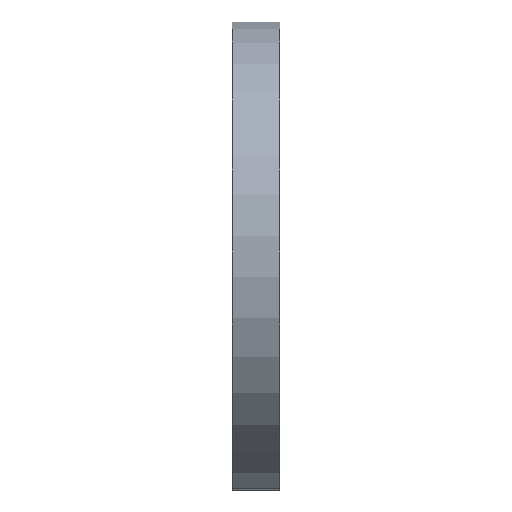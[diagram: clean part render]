
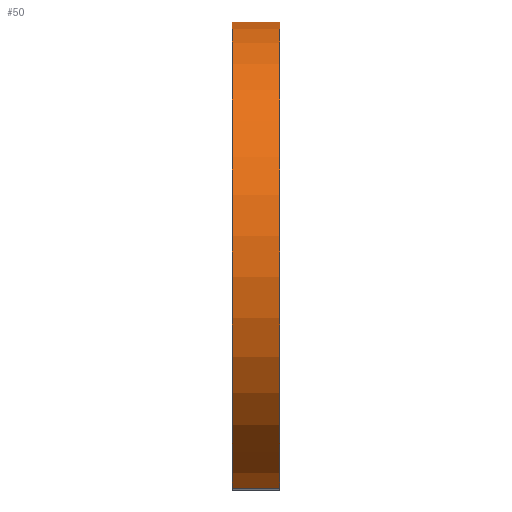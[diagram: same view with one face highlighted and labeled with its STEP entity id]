
A CAD part, left-side view. The second image highlights one B-rep face of the part: STEP entity #50.
In plain terms, the highlighted cylindrical face has radius 12 mm (diameter 24 mm), a partial arc.
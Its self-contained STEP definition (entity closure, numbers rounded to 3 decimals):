
#7 = CYLINDRICAL_SURFACE ( 'NONE', #706, 12. ) ;
#15 = CARTESIAN_POINT ( 'NONE',  ( 3.377, 0., -11.515 ) ) ;
#50 = ADVANCED_FACE ( 'NONE', ( #627 ), #7, .T. ) ;
#57 = CARTESIAN_POINT ( 'NONE',  ( -3.377, 2.4, -11.515 ) ) ;
#86 = DIRECTION ( 'NONE',  ( 0., 0., 1. ) ) ;
#137 = DIRECTION ( 'NONE',  ( 0., 0., -1. ) ) ;
#151 = EDGE_LOOP ( 'NONE', ( #349, #397, #294, #168 ) ) ;
#152 = DIRECTION ( 'NONE',  ( 0., 1., 0. ) ) ;
#168 = ORIENTED_EDGE ( 'NONE', *, *, #807, .T. ) ;
#202 = CARTESIAN_POINT ( 'NONE',  ( -3.377, 0., -11.515 ) ) ;
#217 = DIRECTION ( 'NONE',  ( 0., -1., 0. ) ) ;
#259 = CIRCLE ( 'NONE', #722, 12. ) ;
#274 = EDGE_CURVE ( 'NONE', #608, #354, #259, .T. ) ;
#290 = VERTEX_POINT ( 'NONE', #202 ) ;
#291 = CARTESIAN_POINT ( 'NONE',  ( 0., 0., 0. ) ) ;
#294 = ORIENTED_EDGE ( 'NONE', *, *, #274, .F. ) ;
#295 = LINE ( 'NONE', #430, #767 ) ;
#311 = DIRECTION ( 'NONE',  ( 0., 1., 0. ) ) ;
#330 = CIRCLE ( 'NONE', #505, 12. ) ;
#349 = ORIENTED_EDGE ( 'NONE', *, *, #804, .T. ) ;
#354 = VERTEX_POINT ( 'NONE', #520 ) ;
#397 = ORIENTED_EDGE ( 'NONE', *, *, #485, .T. ) ;
#408 = VECTOR ( 'NONE', #217, 1000. ) ;
#410 = CARTESIAN_POINT ( 'NONE',  ( -3.377, 2.4, -11.515 ) ) ;
#430 = CARTESIAN_POINT ( 'NONE',  ( 3.377, 2.4, -11.515 ) ) ;
#485 = EDGE_CURVE ( 'NONE', #754, #354, #295, .T. ) ;
#505 = AXIS2_PLACEMENT_3D ( 'NONE', #291, #152, #86 ) ;
#520 = CARTESIAN_POINT ( 'NONE',  ( 3.377, 2.4, -11.515 ) ) ;
#566 = CARTESIAN_POINT ( 'NONE',  ( 0., 2.4, 0. ) ) ;
#571 = DIRECTION ( 'NONE',  ( 0., 1., 0. ) ) ;
#608 = VERTEX_POINT ( 'NONE', #57 ) ;
#627 = FACE_OUTER_BOUND ( 'NONE', #151, .T. ) ;
#637 = DIRECTION ( 'NONE',  ( 0., -1., 0. ) ) ;
#641 = DIRECTION ( 'NONE',  ( 0., 0., 1. ) ) ;
#691 = CARTESIAN_POINT ( 'NONE',  ( 0., 2.4, 0. ) ) ;
#706 = AXIS2_PLACEMENT_3D ( 'NONE', #566, #637, #137 ) ;
#722 = AXIS2_PLACEMENT_3D ( 'NONE', #691, #571, #641 ) ;
#754 = VERTEX_POINT ( 'NONE', #15 ) ;
#767 = VECTOR ( 'NONE', #311, 1000. ) ;
#787 = LINE ( 'NONE', #410, #408 ) ;
#804 = EDGE_CURVE ( 'NONE', #290, #754, #330, .T. ) ;
#807 = EDGE_CURVE ( 'NONE', #608, #290, #787, .T. ) ;
